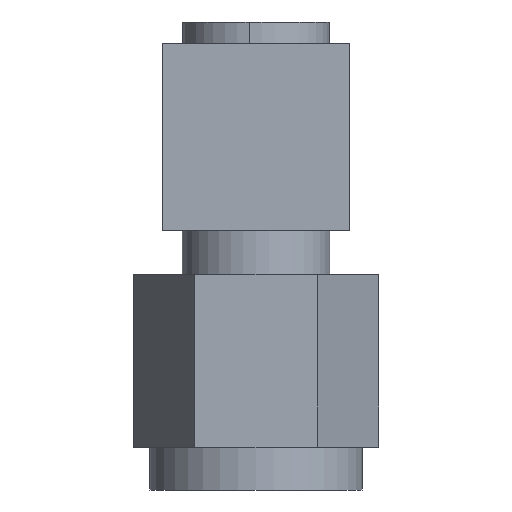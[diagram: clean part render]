
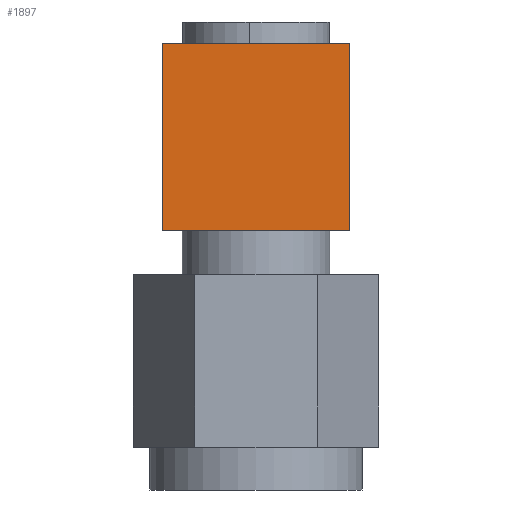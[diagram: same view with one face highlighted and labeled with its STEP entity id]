
A CAD part, front view. The second image highlights one B-rep face of the part: STEP entity #1897.
In plain terms, the highlighted planar face has unit normal (0, -1, 0).
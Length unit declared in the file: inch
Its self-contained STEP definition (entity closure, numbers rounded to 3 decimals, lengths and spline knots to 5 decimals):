
#56 = CARTESIAN_POINT ( 'NONE',  ( -0.1375, 0., -0.1375 ) ) ;
#118 = CARTESIAN_POINT ( 'NONE',  ( 0.1375, 0., 0.1375 ) ) ;
#119 = DIRECTION ( 'NONE',  ( 1., 0., 0. ) ) ;
#120 = VECTOR ( 'NONE', #119, 39.37008 ) ;
#121 = CARTESIAN_POINT ( 'NONE',  ( -0.1375, 0., 0.1375 ) ) ;
#122 = LINE ( 'NONE', #121, #120 ) ;
#1335 = DIRECTION ( 'NONE',  ( 0., 0., 1. ) ) ;
#1336 = DIRECTION ( 'NONE',  ( 0., 1., 0. ) ) ;
#1337 = CARTESIAN_POINT ( 'NONE',  ( -0.1375, 0., 0.1375 ) ) ;
#1338 = AXIS2_PLACEMENT_3D ( 'NONE', #1337, #1336, #1335 ) ;
#1339 = PLANE ( 'NONE',  #1338 ) ;
#1341 = FACE_OUTER_BOUND ( 'NONE', #1898, .T. ) ;
#1398 = CARTESIAN_POINT ( 'NONE',  ( -0.1375, 0., 0.1375 ) ) ;
#1399 = DIRECTION ( 'NONE',  ( 0., 0., 1. ) ) ;
#1400 = VECTOR ( 'NONE', #1399, 39.37008 ) ;
#1401 = CARTESIAN_POINT ( 'NONE',  ( -0.1375, 0., -0.1375 ) ) ;
#1402 = LINE ( 'NONE', #1401, #1400 ) ;
#1413 = CARTESIAN_POINT ( 'NONE',  ( 0.1375, 0., -0.1375 ) ) ;
#1414 = DIRECTION ( 'NONE',  ( -1., 0., 0. ) ) ;
#1415 = VECTOR ( 'NONE', #1414, 39.37008 ) ;
#1416 = CARTESIAN_POINT ( 'NONE',  ( -0.1375, 0., -0.1375 ) ) ;
#1417 = LINE ( 'NONE', #1416, #1415 ) ;
#1444 = DIRECTION ( 'NONE',  ( 0., 0., -1. ) ) ;
#1445 = VECTOR ( 'NONE', #1444, 39.37008 ) ;
#1446 = CARTESIAN_POINT ( 'NONE',  ( 0.1375, 0., -0.1375 ) ) ;
#1447 = LINE ( 'NONE', #1446, #1445 ) ;
#1867 = EDGE_CURVE ( 'NONE', #1868, #1984, #1417, .T. ) ;
#1868 = VERTEX_POINT ( 'NONE', #1413 ) ;
#1875 = EDGE_CURVE ( 'Edge10', #1984, #1876, #1402, .T. ) ;
#1876 = VERTEX_POINT ( 'NONE', #1398 ) ;
#1897 = ADVANCED_FACE ( 'NONE', ( #1341 ), #1339, .F. ) ;
#1898 = EDGE_LOOP ( 'NONE', ( #1899, #1900, #1901, #1902 ) ) ;
#1899 = ORIENTED_EDGE ( 'NONE', *, *, #1875, .F. ) ;
#1900 = ORIENTED_EDGE ( 'NONE', *, *, #1867, .F. ) ;
#1901 = ORIENTED_EDGE ( 'NONE', *, *, #1907, .F. ) ;
#1902 = ORIENTED_EDGE ( 'NONE', *, *, #1957, .F. ) ;
#1907 = EDGE_CURVE ( 'NONE', #1958, #1868, #1447, .T. ) ;
#1957 = EDGE_CURVE ( 'Edge8', #1876, #1958, #122, .T. ) ;
#1958 = VERTEX_POINT ( 'NONE', #118 ) ;
#1984 = VERTEX_POINT ( 'NONE', #56 ) ;
